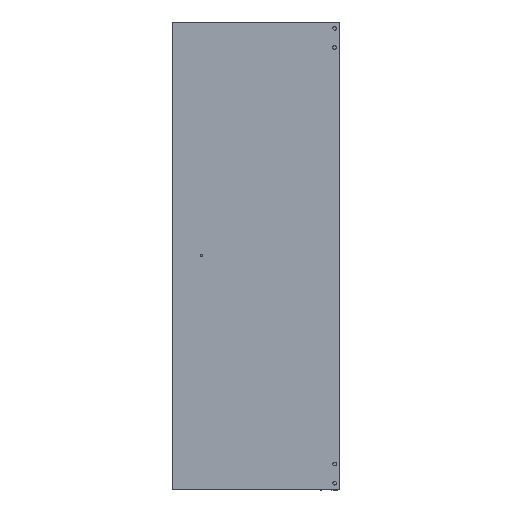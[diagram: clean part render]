
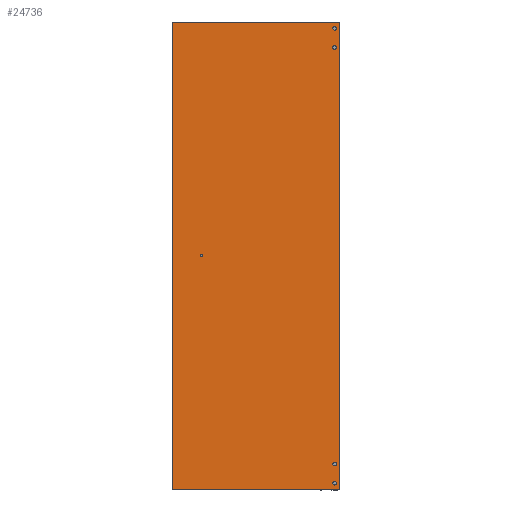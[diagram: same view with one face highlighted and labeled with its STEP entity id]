
A CAD part, top view. The second image highlights one B-rep face of the part: STEP entity #24736.
In plain terms, the highlighted face is planar.
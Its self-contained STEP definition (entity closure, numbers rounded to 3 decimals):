
#492=FACE_BOUND('',#3509,.T.);
#493=FACE_BOUND('',#3510,.T.);
#494=FACE_BOUND('',#3511,.T.);
#495=FACE_BOUND('',#3512,.T.);
#496=FACE_BOUND('',#3513,.T.);
#1031=PLANE('',#27178);
#2156=FACE_OUTER_BOUND('',#3508,.T.);
#3508=EDGE_LOOP('',(#21376,#21377,#21378,#21379));
#3509=EDGE_LOOP('',(#21380));
#3510=EDGE_LOOP('',(#21381));
#3511=EDGE_LOOP('',(#21382));
#3512=EDGE_LOOP('',(#21383));
#3513=EDGE_LOOP('',(#21384));
#5736=LINE('',#40667,#8144);
#5737=LINE('',#40669,#8145);
#5738=LINE('',#40671,#8146);
#5739=LINE('',#40672,#8147);
#8144=VECTOR('',#33361,10.);
#8145=VECTOR('',#33362,10.);
#8146=VECTOR('',#33363,10.);
#8147=VECTOR('',#33364,10.);
#9574=CIRCLE('',#27163,2.117);
#9576=CIRCLE('',#27166,3.39);
#9578=CIRCLE('',#27169,3.39);
#9580=CIRCLE('',#27172,3.39);
#9582=CIRCLE('',#27175,3.39);
#11655=VERTEX_POINT('',#40626);
#11657=VERTEX_POINT('',#40632);
#11659=VERTEX_POINT('',#40638);
#11661=VERTEX_POINT('',#40644);
#11663=VERTEX_POINT('',#40650);
#11669=VERTEX_POINT('',#40665);
#11670=VERTEX_POINT('',#40666);
#11671=VERTEX_POINT('',#40668);
#11672=VERTEX_POINT('',#40670);
#14983=EDGE_CURVE('',#11655,#11655,#9574,.T.);
#14986=EDGE_CURVE('',#11657,#11657,#9576,.F.);
#14989=EDGE_CURVE('',#11659,#11659,#9578,.F.);
#14992=EDGE_CURVE('',#11661,#11661,#9580,.F.);
#14995=EDGE_CURVE('',#11663,#11663,#9582,.F.);
#15002=EDGE_CURVE('',#11669,#11670,#5736,.F.);
#15003=EDGE_CURVE('',#11670,#11671,#5737,.F.);
#15004=EDGE_CURVE('',#11671,#11672,#5738,.F.);
#15005=EDGE_CURVE('',#11672,#11669,#5739,.F.);
#21376=ORIENTED_EDGE('',*,*,#15002,.T.);
#21377=ORIENTED_EDGE('',*,*,#15003,.T.);
#21378=ORIENTED_EDGE('',*,*,#15004,.T.);
#21379=ORIENTED_EDGE('',*,*,#15005,.T.);
#21380=ORIENTED_EDGE('',*,*,#14983,.T.);
#21381=ORIENTED_EDGE('',*,*,#14986,.T.);
#21382=ORIENTED_EDGE('',*,*,#14989,.T.);
#21383=ORIENTED_EDGE('',*,*,#14992,.T.);
#21384=ORIENTED_EDGE('',*,*,#14995,.T.);
#24736=ADVANCED_FACE('',(#2156,#492,#493,#494,#495,#496),#1031,.F.);
#27163=AXIS2_PLACEMENT_3D('',#40627,#33320,#33321);
#27166=AXIS2_PLACEMENT_3D('',#40633,#33327,#33328);
#27169=AXIS2_PLACEMENT_3D('',#40639,#33334,#33335);
#27172=AXIS2_PLACEMENT_3D('',#40645,#33341,#33342);
#27175=AXIS2_PLACEMENT_3D('',#40651,#33348,#33349);
#27178=AXIS2_PLACEMENT_3D('',#40664,#33359,#33360);
#33320=DIRECTION('center_axis',(1.,0.,0.));
#33321=DIRECTION('ref_axis',(0.,-1.,0.));
#33327=DIRECTION('center_axis',(-1.,0.,0.));
#33328=DIRECTION('ref_axis',(0.,-1.,0.));
#33334=DIRECTION('center_axis',(-1.,0.,0.));
#33335=DIRECTION('ref_axis',(0.,-1.,0.));
#33341=DIRECTION('center_axis',(-1.,0.,0.));
#33342=DIRECTION('ref_axis',(0.,-1.,0.));
#33348=DIRECTION('center_axis',(-1.,0.,0.));
#33349=DIRECTION('ref_axis',(0.,-1.,0.));
#33359=DIRECTION('center_axis',(1.,0.,0.));
#33360=DIRECTION('ref_axis',(0.,0.,
-1.));
#33361=DIRECTION('',(0.,1.,0.));
#33362=DIRECTION('',(0.,0.,-1.));
#33363=DIRECTION('',(0.,-1.,0.));
#33364=DIRECTION('',(0.,0.,1.));
#40626=CARTESIAN_POINT('',(-1030.,-400.383,47.5));
#40627=CARTESIAN_POINT('Origin',(-1030.,-402.5,47.5));
#40632=CARTESIAN_POINT('',(-1030.,-7.11,298.));
#40633=CARTESIAN_POINT('Origin',(-1030.,-10.5,298.));
#40638=CARTESIAN_POINT('',(-1030.,28.89,298.));
#40639=CARTESIAN_POINT('Origin',(-1030.,25.5,298.));
#40644=CARTESIAN_POINT('',(-1030.,-791.11,298.));
#40645=CARTESIAN_POINT('Origin',(-1030.,-794.5,298.));
#40650=CARTESIAN_POINT('',(-1030.,-827.11,298.));
#40651=CARTESIAN_POINT('Origin',(-1030.,-830.5,298.));
#40664=CARTESIAN_POINT('Origin',(-1030.,-402.5,150.));
#40665=CARTESIAN_POINT('',(-1030.,37.5,-7.5));
#40666=CARTESIAN_POINT('',(-1030.,-842.5,-7.5));
#40667=CARTESIAN_POINT('',(-1030.,-402.5,-7.5));
#40668=CARTESIAN_POINT('',(-1030.,-842.5,307.5));
#40669=CARTESIAN_POINT('',(-1030.,-842.5,150.));
#40670=CARTESIAN_POINT('',(-1030.,37.5,307.5));
#40671=CARTESIAN_POINT('',(-1030.,-402.5,307.5));
#40672=CARTESIAN_POINT('',(-1030.,37.5,150.));
